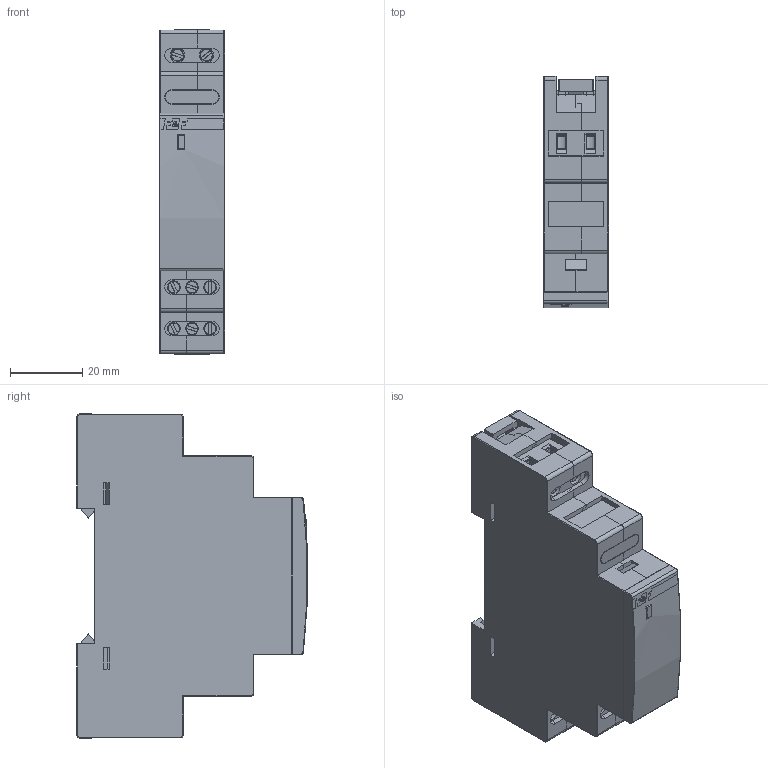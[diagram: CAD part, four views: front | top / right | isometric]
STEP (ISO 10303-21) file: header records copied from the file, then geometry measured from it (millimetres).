
FILE_DESCRIPTION(('STEP AP242'), '1');
FILE_NAME('PK-2P 鼁闉罻', '', ('UNSPECIFIED'), ('UNSPECIFIED'), 'C3D Converter', 'C3D Toolkit', '');
FILE_SCHEMA(('AP242_MANAGED_MODEL_BASED_3D_ENGINEERING_MIM_LF { 1 0 10303 442 1 1 4 }'));
Length unit declared in the file: millimetre
Assembly tree (16 placements, depth 3):
  (unnamed)
    (unnamed)  x2
    (unnamed)
      (unnamed)  x2
    (unnamed)
      (unnamed)
    (unnamed)
    (unnamed)  x2
    (unnamed)  x2
      (unnamed)
    (unnamed)
Bounding box: 18.02 x 63.77 x 90 mm (x, y, z)
Volume: 26943.5 mm3; surface area: 36636.8 mm2
Topology: 28 solids, 28 shells, 1019 faces, 2673 edges, 1723 vertices
Faces by surface type: plane 793, cylinder 105, extrusion 65, cone 32, torus 20, sphere 4
Full cylindrical faces by diameter (mm): 2 x8, 3.5 x6, 4 x2
Entity records: 20749 total; most frequent: CARTESIAN_POINT 3768, ORIENTED_EDGE 3216, DIRECTION 2825, EDGE_CURVE 1608, VECTOR 1345, LINE 1280, VERTEX_POINT 1053, AXIS2_PLACEMENT_3D 740
